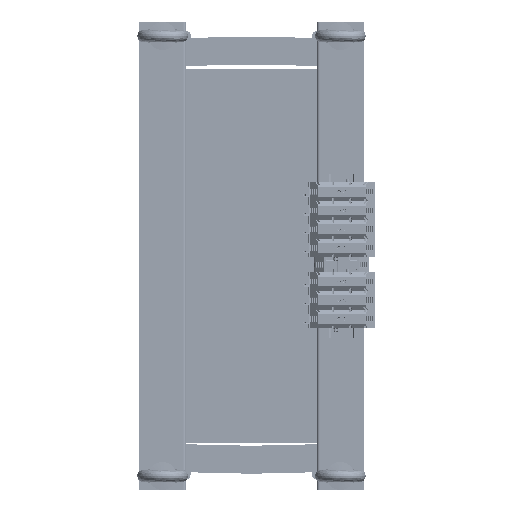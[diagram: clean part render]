
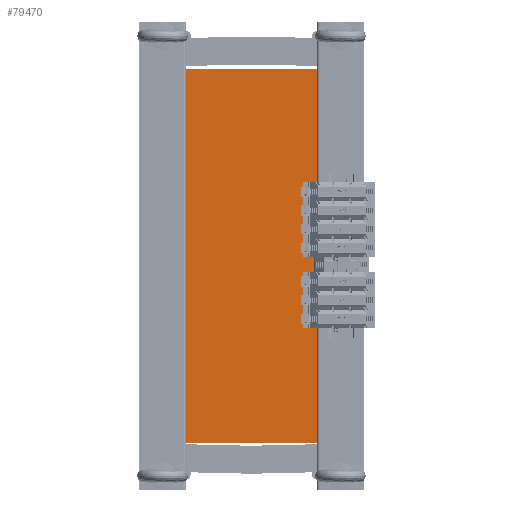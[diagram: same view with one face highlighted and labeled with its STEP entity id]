
A CAD part, left-side view. The second image highlights one B-rep face of the part: STEP entity #79470.
In plain terms, the highlighted planar face has unit normal (-1, 0, 0).
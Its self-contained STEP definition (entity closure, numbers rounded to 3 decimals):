
#9304=FACE_OUTER_BOUND('',#13709,.T.);
#13709=EDGE_LOOP('',(#53522,#53523,#53524,#53525));
#18339=LINE('',#115128,#26282);
#18347=LINE('',#115143,#26290);
#18348=LINE('',#115145,#26291);
#18349=LINE('',#115146,#26292);
#26282=VECTOR('',#91937,10.);
#26290=VECTOR('',#91949,10.);
#26291=VECTOR('',#91952,10.);
#26292=VECTOR('',#91953,10.);
#34223=VERTEX_POINT('',#115125);
#34224=VERTEX_POINT('',#115127);
#34228=VERTEX_POINT('',#115139);
#34229=VERTEX_POINT('',#115141);
#41765=EDGE_CURVE('',#34223,#34224,#18339,.T.);
#41773=EDGE_CURVE('',#34228,#34229,#18347,.T.);
#41774=EDGE_CURVE('',#34223,#34228,#18348,.T.);
#41775=EDGE_CURVE('',#34224,#34229,#18349,.T.);
#53522=ORIENTED_EDGE('',*,*,#41774,.T.);
#53523=ORIENTED_EDGE('',*,*,#41773,.T.);
#53524=ORIENTED_EDGE('',*,*,#41775,.F.);
#53525=ORIENTED_EDGE('',*,*,#41765,.F.);
#76929=PLANE('',#84256);
#79470=ADVANCED_FACE('',(#9304),#76929,.T.);
#84256=AXIS2_PLACEMENT_3D('',#115144,#91950,#91951);
#91937=DIRECTION('',(0.,1.,0.));
#91949=DIRECTION('',(0.,1.,0.));
#91950=DIRECTION('center_axis',(-1.,0.,0.));
#91951=DIRECTION('ref_axis',(0.,0.,1.));
#91952=DIRECTION('',(0.,0.,1.));
#91953=DIRECTION('',(0.,0.,1.));
#115125=CARTESIAN_POINT('',(-400.,0.,0.));
#115127=CARTESIAN_POINT('',(-400.,140.,0.));
#115128=CARTESIAN_POINT('',(-400.,0.,0.));
#115139=CARTESIAN_POINT('',(-400.,0.,400.));
#115141=CARTESIAN_POINT('',(-400.,140.,400.));
#115143=CARTESIAN_POINT('',(-400.,0.,400.));
#115144=CARTESIAN_POINT('Origin',(-400.,0.,0.));
#115145=CARTESIAN_POINT('',(-400.,0.,0.));
#115146=CARTESIAN_POINT('',(-400.,140.,0.));
